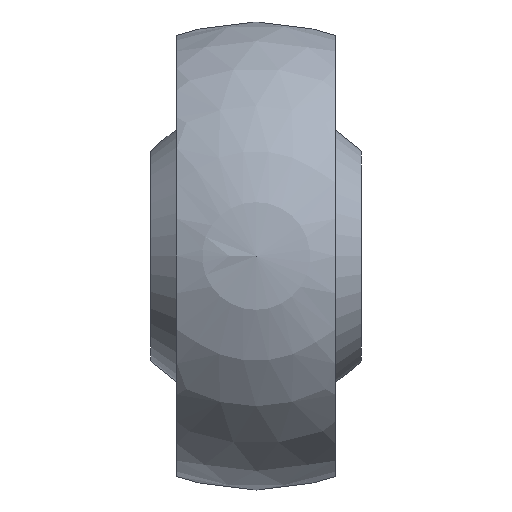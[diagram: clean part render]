
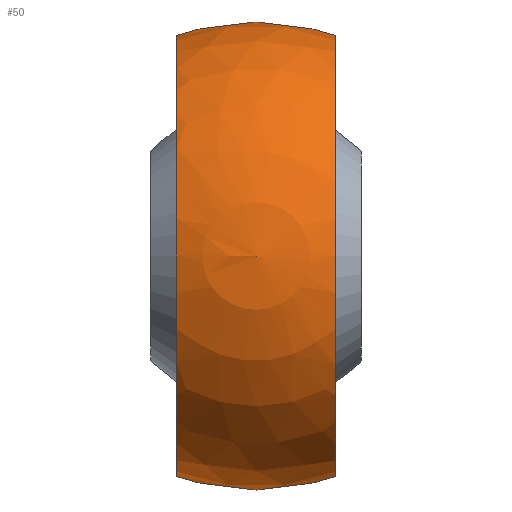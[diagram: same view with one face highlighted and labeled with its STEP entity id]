
A CAD part, left-side view. The second image highlights one B-rep face of the part: STEP entity #50.
In plain terms, the highlighted spherical face has radius 10 mm.
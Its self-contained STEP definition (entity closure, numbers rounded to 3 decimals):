
#50 = ADVANCED_FACE( '', ( #108, #109 ), #110, .T. );
#108 = FACE_BOUND( '', #178, .T. );
#109 = FACE_OUTER_BOUND( '', #179, .T. );
#110 = SPHERICAL_SURFACE( '', #180, 10. );
#178 = VERTEX_LOOP( '', #252 );
#179 = EDGE_LOOP( '', ( #253, #254, #255, #256 ) );
#180 = AXIS2_PLACEMENT_3D( '', #257, #258, #259 );
#252 = VERTEX_POINT( '', #338 );
#253 = ORIENTED_EDGE( '', *, *, #339, .F. );
#254 = ORIENTED_EDGE( '', *, *, #340, .T. );
#255 = ORIENTED_EDGE( '', *, *, #341, .F. );
#256 = ORIENTED_EDGE( '', *, *, #342, .T. );
#257 = CARTESIAN_POINT( '', ( 0., 0., 0. ) );
#258 = DIRECTION( '', ( 1., 0., 0. ) );
#259 = DIRECTION( '', ( 0., 1., 0. ) );
#338 = CARTESIAN_POINT( '', ( -10., 0., 0. ) );
#339 = EDGE_CURVE( '', #381, #382, #383, .T. );
#340 = EDGE_CURVE( '', #381, #384, #385, .F. );
#341 = EDGE_CURVE( '', #386, #384, #387, .T. );
#342 = EDGE_CURVE( '', #386, #382, #388, .F. );
#381 = VERTEX_POINT( '', #433 );
#382 = VERTEX_POINT( '', #434 );
#383 = CIRCLE( '', #435, 7.311 );
#384 = VERTEX_POINT( '', #436 );
#385 = CIRCLE( '', #437, 9.413 );
#386 = VERTEX_POINT( '', #438 );
#387 = CIRCLE( '', #439, 7.311 );
#388 = CIRCLE( '', #440, 9.413 );
#433 = CARTESIAN_POINT( '', ( 6.822, -3.375, -6.486 ) );
#434 = CARTESIAN_POINT( '', ( 6.822, 3.375, -6.486 ) );
#435 = AXIS2_PLACEMENT_3D( '', #540, #541, #542 );
#436 = CARTESIAN_POINT( '', ( 6.822, -3.375, 6.486 ) );
#437 = AXIS2_PLACEMENT_3D( '', #543, #544, #545 );
#438 = CARTESIAN_POINT( '', ( 6.822, 3.375, 6.486 ) );
#439 = AXIS2_PLACEMENT_3D( '', #546, #547, #548 );
#440 = AXIS2_PLACEMENT_3D( '', #549, #550, #551 );
#540 = CARTESIAN_POINT( '', ( 6.822, 0., 0. ) );
#541 = DIRECTION( '', ( 1., 0., 0. ) );
#542 = DIRECTION( '', ( 0., 0., -1. ) );
#543 = CARTESIAN_POINT( '', ( 0., -3.375, 0. ) );
#544 = DIRECTION( '', ( 0., -1., 0. ) );
#545 = DIRECTION( '', ( 0., 0., -1. ) );
#546 = CARTESIAN_POINT( '', ( 6.822, 0., 0. ) );
#547 = DIRECTION( '', ( 1., 0., 0. ) );
#548 = DIRECTION( '', ( 0., 0., -1. ) );
#549 = CARTESIAN_POINT( '', ( 0., 3.375, 0. ) );
#550 = DIRECTION( '', ( 0., 1., 0. ) );
#551 = DIRECTION( '', ( 0., 0., 1. ) );
